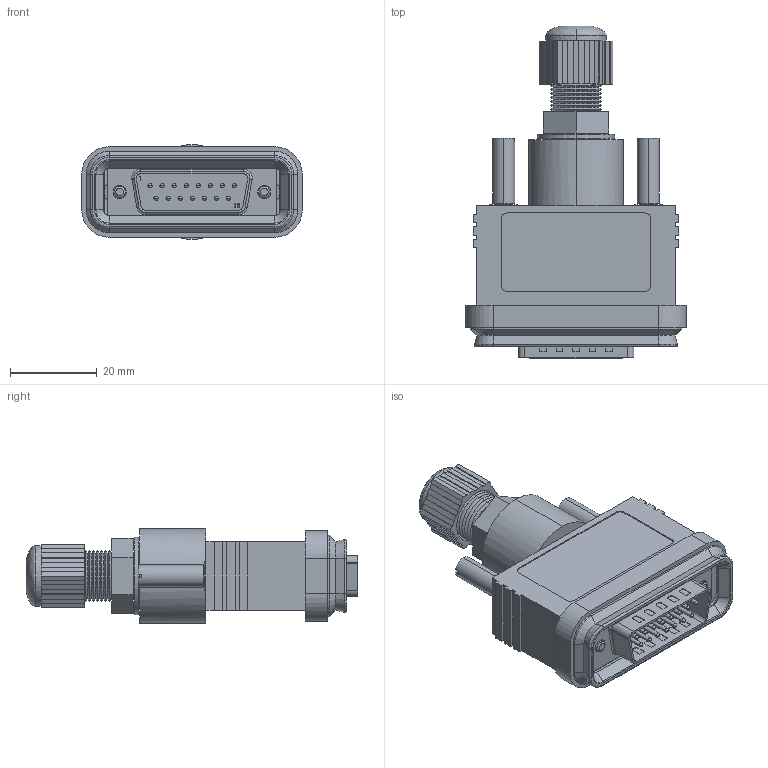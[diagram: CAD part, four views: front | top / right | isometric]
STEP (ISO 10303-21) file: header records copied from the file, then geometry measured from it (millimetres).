
FILE_DESCRIPTION (( 'STEP AP203' ), '1' );
FILE_NAME ('WPDB15P-KIT.STEP', '2006-06-30T19:10:33', ( ' ' ), ( ' ' ), 'SwSTEP 2.0', 'SolidWorks 2005354', '' );
FILE_SCHEMA (( 'CONFIG_CONTROL_DESIGN' ));
Length unit declared in the file: inch
Products named in the file (11): WPDB9S-MA6; WPDB9S-MA4; WP_D-SUB_15-Pin; WPDB15P-KIT; WPDB9S-MA8_DB15; WPDB9S-MA3; WPDB9S-MA2; WPDB9S-MA7; WPDB9S-MA5; WPDB9S-MA1; SD15P
Assembly tree (13 placements, depth 2):
  WPDB15P-KIT
    WPDB9S-MA6
    WPDB9S-MA5
    WP_D-SUB_15-Pin
    WPDB9S-MA3  x2
    WPDB9S-MA2  x2
    WPDB9S-MA1  x2
    WPDB9S-MA7
    SD15P
    WPDB9S-MA4
    WPDB9S-MA8_DB15
Bounding box: 50.8 x 76.46 x 21.84 mm (x, y, z)
Volume: 18629.5 mm3; surface area: 23238.5 mm2
Topology: 13 solids, 13 shells, 1129 faces, 2684 edges, 1630 vertices
Faces by surface type: plane 498, cylinder 359, cone 192, torus 36, sphere 30, bspline 14
Entity records: 32900 total; most frequent: CARTESIAN_POINT 7332, DIRECTION 5323, ORIENTED_EDGE 4872, EDGE_CURVE 2436, AXIS2_PLACEMENT_3D 1927, VERTEX_POINT 1494, VECTOR 1469, LINE 1469
